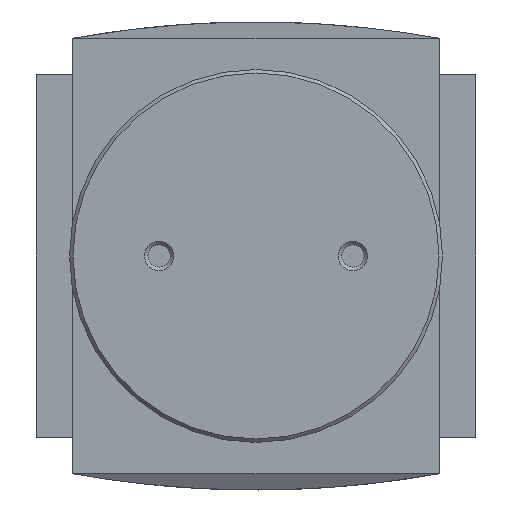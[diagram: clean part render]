
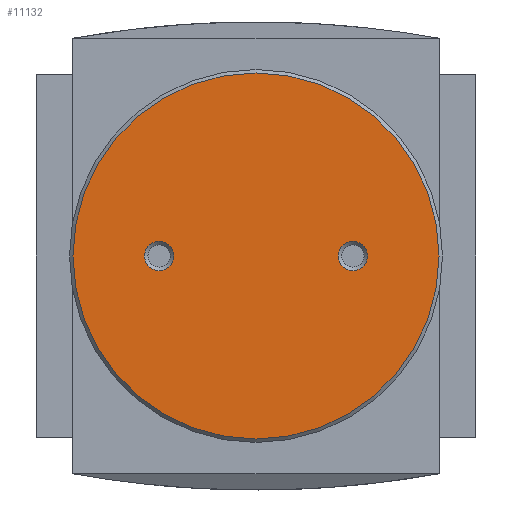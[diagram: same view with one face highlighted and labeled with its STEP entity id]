
A CAD part, front view. The second image highlights one B-rep face of the part: STEP entity #11132.
In plain terms, the highlighted planar face has unit normal (0, -1, 0).
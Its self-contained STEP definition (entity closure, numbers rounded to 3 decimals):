
#243=PLANE('',#11712);
#562=CIRCLE('',#11711,26.25);
#563=CIRCLE('',#11713,2.1);
#564=CIRCLE('',#11714,2.1);
#1895=ORIENTED_EDGE('',*,*,#3723,.F.);
#1896=ORIENTED_EDGE('',*,*,#3722,.T.);
#1897=ORIENTED_EDGE('',*,*,#3724,.F.);
#3722=EDGE_CURVE('',#4732,#4732,#562,.T.);
#3723=EDGE_CURVE('',#4733,#4733,#563,.F.);
#3724=EDGE_CURVE('',#4734,#4734,#564,.T.);
#4732=VERTEX_POINT('',#15753);
#4733=VERTEX_POINT('',#15756);
#4734=VERTEX_POINT('',#15758);
#6759=EDGE_LOOP('',(#1895));
#6760=EDGE_LOOP('',(#1896));
#6761=EDGE_LOOP('',(#1897));
#7283=FACE_BOUND('',#6759,.T.);
#7284=FACE_BOUND('',#6760,.T.);
#7285=FACE_BOUND('',#6761,.T.);
#11132=ADVANCED_FACE('',(#7283,#7284,#7285),#243,.F.);
#11711=AXIS2_PLACEMENT_3D('',#15752,#13307,#13308);
#11712=AXIS2_PLACEMENT_3D('',#15754,#13309,#13310);
#11713=AXIS2_PLACEMENT_3D('',#15755,#13311,#13312);
#11714=AXIS2_PLACEMENT_3D('',#15757,#13313,#13314);
#13307=DIRECTION('',(0.,-1.,0.));
#13308=DIRECTION('',(0.,0.,-1.));
#13309=DIRECTION('',(0.,1.,0.));
#13310=DIRECTION('',(0.,0.,1.));
#13311=DIRECTION('',(0.,1.,0.));
#13312=DIRECTION('',(0.,0.,1.));
#13313=DIRECTION('',(0.,-1.,0.));
#13314=DIRECTION('',(0.,0.,-1.));
#15752=CARTESIAN_POINT('',(0.,-40.,0.));
#15753=CARTESIAN_POINT('',(0.,-40.,-26.25));
#15754=CARTESIAN_POINT('',(26.25,-40.,0.));
#15755=CARTESIAN_POINT('',(13.9,-40.,0.));
#15756=CARTESIAN_POINT('',(13.9,-40.,2.1));
#15757=CARTESIAN_POINT('',(-13.9,-40.,0.));
#15758=CARTESIAN_POINT('',(-13.9,-40.,-2.1));
